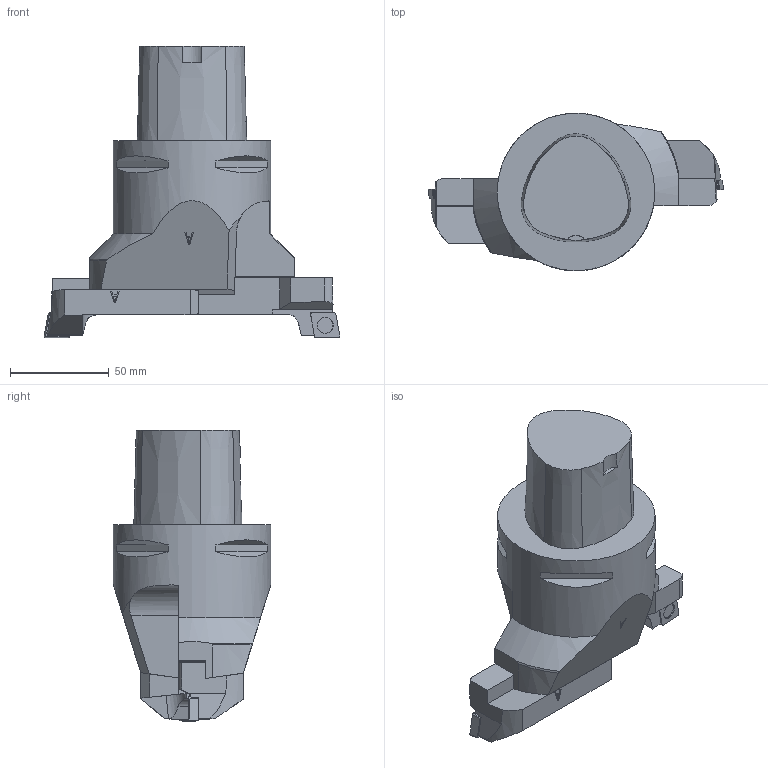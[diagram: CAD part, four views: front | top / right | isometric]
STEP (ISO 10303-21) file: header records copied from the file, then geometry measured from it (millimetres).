
FILE_DESCRIPTION(/* description */ (''),/* implementation_level */ '2;1');
FILE_NAME(/* name */ '1566887604266.stp',/* time_stamp */ '2019-08-27T08:33:31+02:00',/* author */ (''),/* organization */ ('SMS'),/* preprocessor_version */ 'ST-DEVELOPER v16.7',/* originating_system */ 'SIEMENS PLM Software NX 12.0',/* authorisation */ '');
FILE_SCHEMA (('AUTOMOTIVE_DESIGN { 1 0 10303 214 3 1 1 1 }'));
Length unit declared in the file: millimetre
Products named in the file (10): ASSEMBLY_CONSTRUCTION; 201028185mod000_00; IsoTurningInsert; 201028055mod000_00; 200954777mod000_01; 201028235mod000_01; 201028091mod000_01; 201091419mod000_01
Assembly tree (10 placements, depth 3):
  201091419mod000_01
    201028091mod000_01
      201028055mod000_00
      IsoTurningInsert
      ASSEMBLY_CONSTRUCTION
    201028235mod000_01
      201028185mod000_00
      IsoTurningInsert
      ASSEMBLY_CONSTRUCTION
    200954777mod000_01
    ASSEMBLY_CONSTRUCTION
Bounding box: 149.97 x 80 x 148 mm (x, y, z)
Volume: 513121.1 mm3; surface area: 58277.8 mm2
Topology: 5 solids, 5 shells, 203 faces, 522 edges, 364 vertices
Faces by surface type: plane 136, cone 23, cylinder 20, extrusion 16, torus 8
Full cylindrical faces by diameter (mm): 5.5 x4, 80 x1
Entity records: 6604 total; most frequent: CARTESIAN_POINT 1794, ORIENTED_EDGE 930, DIRECTION 871, EDGE_CURVE 465, VERTEX_POINT 314, AXIS2_PLACEMENT_3D 297, VECTOR 277, LINE 261
